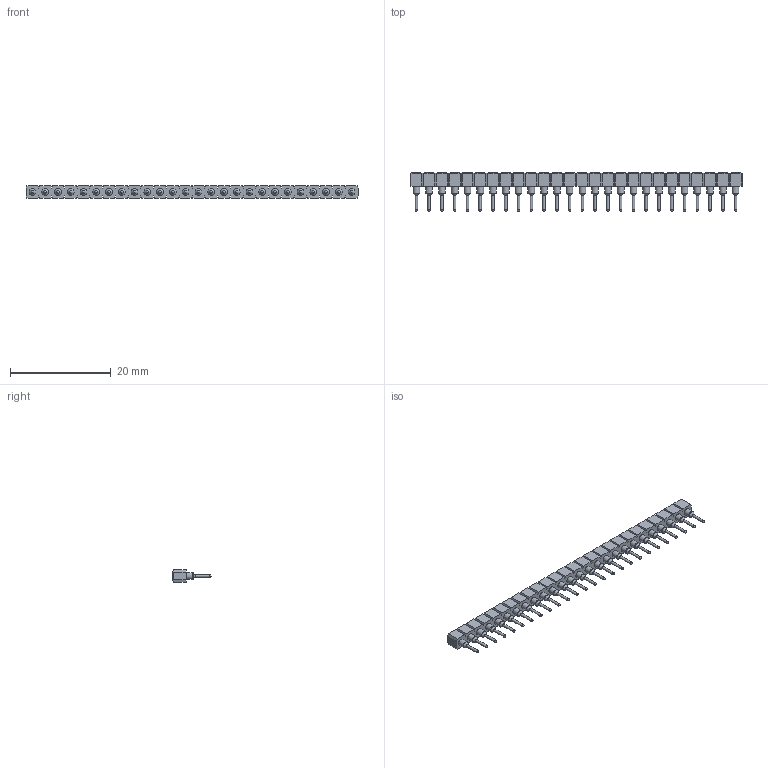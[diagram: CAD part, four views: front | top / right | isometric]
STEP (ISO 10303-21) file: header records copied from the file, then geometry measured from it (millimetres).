
FILE_DESCRIPTION( ( 'STEP AP203' ), '1' );
FILE_NAME( 'SS-126-G-2.stp', '2019-04-03T02:26:49', ( '' ), ( '' ), ' ', 'PARTsolutions', ' ' );
FILE_SCHEMA( ( 'CONFIG_CONTROL_DESIGN' ) );
Length unit declared in the file: inch
Products named in the file (3): SS-126-G-2; _SS-126_socket; _SC-1P1_pins
Assembly tree (27 placements, depth 2):
  SS-126-G-2
    _SS-126_socket
    _SC-1P1_pins  x26
Bounding box: 66.04 x 7.62 x 2.54 mm (x, y, z)
Volume: 408.5 mm3; surface area: 2076.9 mm2
Topology: 27 solids, 27 shells, 654 faces, 1410 edges, 914 vertices
Faces by surface type: plane 316, cylinder 208, cone 104, sphere 26
Full cylindrical faces by diameter (mm): 0.508 x26, 0.914 x26, 1.016 x26, 1.321 x78, 1.829 x52
Entity records: 7788 total; most frequent: CARTESIAN_POINT 1312, DIRECTION 1276, ORIENTED_EDGE 1186, EDGE_CURVE 593, LINE 474, VECTOR 474, VERTEX_POINT 437, AXIS2_PLACEMENT_3D 401
